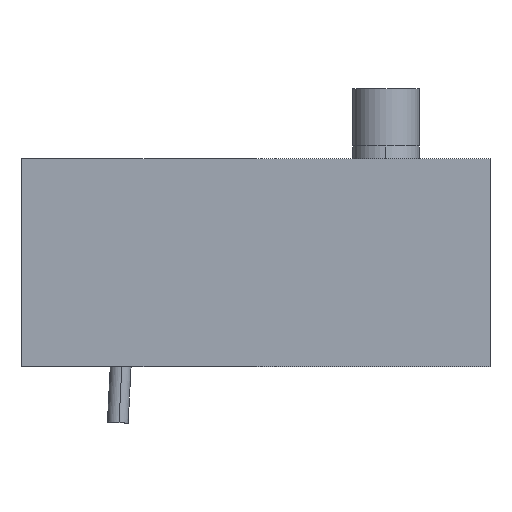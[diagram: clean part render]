
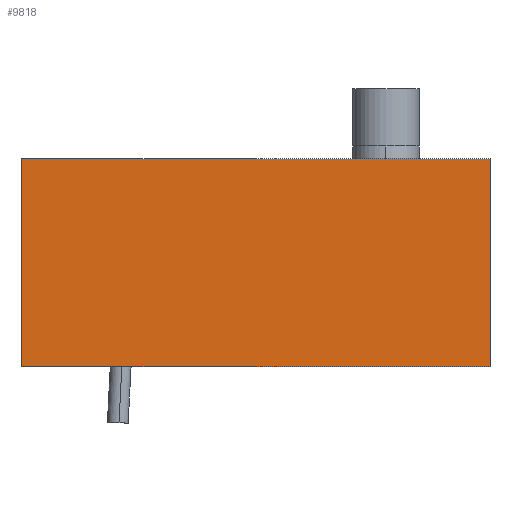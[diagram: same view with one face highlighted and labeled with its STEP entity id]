
A CAD part, front view. The second image highlights one B-rep face of the part: STEP entity #9818.
In plain terms, the highlighted planar face has unit normal (0, -1, 0).
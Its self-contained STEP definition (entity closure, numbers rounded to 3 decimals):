
#1172 = ORIENTED_EDGE ( 'NONE', *, *, #1741, .T. ) ;
#1741 = EDGE_CURVE ( 'NONE', #44192, #50764, #15181, .T. ) ;
#1752 = EDGE_LOOP ( 'NONE', ( #13892, #41379, #1172, #24928 ) ) ;
#3999 = VECTOR ( 'NONE', #21904, 1000. ) ;
#4050 = VECTOR ( 'NONE', #9483, 1000. ) ;
#6083 = FACE_OUTER_BOUND ( 'NONE', #1752, .T. ) ;
#6150 = CARTESIAN_POINT ( 'NONE',  ( -90., 55.3, 40. ) ) ;
#6376 = PLANE ( 'NONE',  #38730 ) ;
#6554 = DIRECTION ( 'NONE',  ( 0., -1., 0. ) ) ;
#9483 = DIRECTION ( 'NONE',  ( 0., 0., 1. ) ) ;
#9818 = ADVANCED_FACE ( 'NONE', ( #6083 ), #6376, .T. ) ;
#13731 = CARTESIAN_POINT ( 'NONE',  ( 90., 55.3, 40. ) ) ;
#13892 = ORIENTED_EDGE ( 'NONE', *, *, #52596, .T. ) ;
#15181 = LINE ( 'NONE', #13731, #4050 ) ;
#17090 = CARTESIAN_POINT ( 'NONE',  ( -90., 55.3, -40. ) ) ;
#17684 = CARTESIAN_POINT ( 'NONE',  ( -90., 55.3, 40. ) ) ;
#19477 = CARTESIAN_POINT ( 'NONE',  ( 90., 55.3, -40. ) ) ;
#21904 = DIRECTION ( 'NONE',  ( 0., 0., -1. ) ) ;
#22199 = VECTOR ( 'NONE', #47478, 1000. ) ;
#22520 = CARTESIAN_POINT ( 'NONE',  ( 90., 55.3, 40. ) ) ;
#23522 = LINE ( 'NONE', #22520, #22199 ) ;
#24928 = ORIENTED_EDGE ( 'NONE', *, *, #47607, .T. ) ;
#26839 = EDGE_CURVE ( 'NONE', #46009, #44192, #47457, .T. ) ;
#30803 = VERTEX_POINT ( 'NONE', #6150 ) ;
#31642 = CARTESIAN_POINT ( 'NONE',  ( 0., 55.3, 0. ) ) ;
#35812 = DIRECTION ( 'NONE',  ( 0., 0., -1. ) ) ;
#36398 = VECTOR ( 'NONE', #44467, 1000. ) ;
#37379 = LINE ( 'NONE', #17684, #3999 ) ;
#38730 = AXIS2_PLACEMENT_3D ( 'NONE', #31642, #6554, #35812 ) ;
#40819 = CARTESIAN_POINT ( 'NONE',  ( 90., 55.3, -40. ) ) ;
#41379 = ORIENTED_EDGE ( 'NONE', *, *, #26839, .T. ) ;
#44192 = VERTEX_POINT ( 'NONE', #40819 ) ;
#44467 = DIRECTION ( 'NONE',  ( 1., 0., 0. ) ) ;
#46009 = VERTEX_POINT ( 'NONE', #17090 ) ;
#47457 = LINE ( 'NONE', #19477, #36398 ) ;
#47478 = DIRECTION ( 'NONE',  ( -1., 0., 0. ) ) ;
#47607 = EDGE_CURVE ( 'NONE', #50764, #30803, #23522, .T. ) ;
#50764 = VERTEX_POINT ( 'NONE', #53046 ) ;
#52596 = EDGE_CURVE ( 'NONE', #30803, #46009, #37379, .T. ) ;
#53046 = CARTESIAN_POINT ( 'NONE',  ( 90., 55.3, 40. ) ) ;
